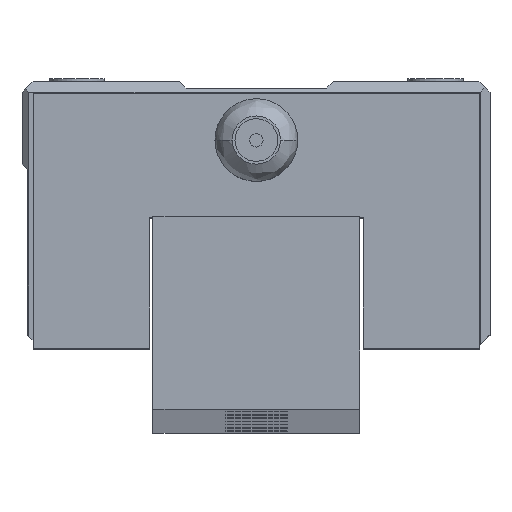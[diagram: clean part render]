
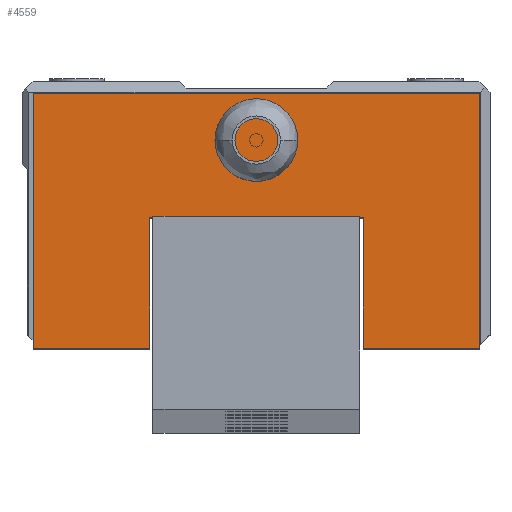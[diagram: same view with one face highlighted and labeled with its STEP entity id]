
A CAD part, top view. The second image highlights one B-rep face of the part: STEP entity #4559.
In plain terms, the highlighted planar face has unit normal (0, 0, 1).
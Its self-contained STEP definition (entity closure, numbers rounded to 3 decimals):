
#3308=DIRECTION('',(-1.,0.,0.));
#3309=VECTOR('',#3308,32.4);
#3310=CARTESIAN_POINT('',(16.2,11.8,23.8));
#3311=LINE('',#3310,#3309);
#3312=DIRECTION('',(0.,1.,0.));
#3313=VECTOR('',#3312,18.5);
#3314=CARTESIAN_POINT('',(16.2,-6.7,23.8));
#3315=LINE('',#3314,#3313);
#3316=DIRECTION('',(1.,0.,0.));
#3317=VECTOR('',#3316,8.45);
#3318=CARTESIAN_POINT('',(7.75,-6.7,23.8));
#3319=LINE('',#3318,#3317);
#3320=DIRECTION('',(0.,-1.,0.));
#3321=VECTOR('',#3320,9.5);
#3322=CARTESIAN_POINT('',(7.75,2.8,23.8));
#3323=LINE('',#3322,#3321);
#3324=DIRECTION('',(1.,0.,0.));
#3325=VECTOR('',#3324,15.5);
#3326=CARTESIAN_POINT('',(-7.75,2.8,23.8));
#3327=LINE('',#3326,#3325);
#3328=DIRECTION('',(0.,1.,0.));
#3329=VECTOR('',#3328,9.5);
#3330=CARTESIAN_POINT('',(-7.75,-6.7,23.8));
#3331=LINE('',#3330,#3329);
#3332=DIRECTION('',(1.,0.,0.));
#3333=VECTOR('',#3332,8.45);
#3334=CARTESIAN_POINT('',(-16.2,-6.7,23.8));
#3335=LINE('',#3334,#3333);
#3336=DIRECTION('',(0.,-1.,0.));
#3337=VECTOR('',#3336,18.5);
#3338=CARTESIAN_POINT('',(-16.2,11.8,23.8));
#3339=LINE('',#3338,#3337);
#3624=CARTESIAN_POINT('',(16.2,11.8,23.8));
#3625=CARTESIAN_POINT('',(-16.2,11.8,23.8));
#3626=VERTEX_POINT('',#3624);
#3627=VERTEX_POINT('',#3625);
#3628=CARTESIAN_POINT('',(-16.2,-6.7,23.8));
#3629=VERTEX_POINT('',#3628);
#3630=CARTESIAN_POINT('',(-7.75,-6.7,23.8));
#3631=VERTEX_POINT('',#3630);
#3632=CARTESIAN_POINT('',(-7.75,2.8,23.8));
#3633=VERTEX_POINT('',#3632);
#3634=CARTESIAN_POINT('',(7.75,2.8,23.8));
#3635=VERTEX_POINT('',#3634);
#3636=CARTESIAN_POINT('',(7.75,-6.7,23.8));
#3637=VERTEX_POINT('',#3636);
#3638=CARTESIAN_POINT('',(16.2,-6.7,23.8));
#3639=VERTEX_POINT('',#3638);
#4544=CARTESIAN_POINT('',(0.,0.,23.8));
#4545=DIRECTION('',(0.,0.,1.));
#4546=DIRECTION('',(1.,0.,0.));
#4547=AXIS2_PLACEMENT_3D('',#4544,#4545,#4546);
#4548=PLANE('',#4547);
#4549=ORIENTED_EDGE('',*,*,#4141,.F.);
#4550=ORIENTED_EDGE('',*,*,#4156,.F.);
#4551=ORIENTED_EDGE('',*,*,#4182,.F.);
#4552=ORIENTED_EDGE('',*,*,#4448,.F.);
#4553=ORIENTED_EDGE('',*,*,#4538,.F.);
#4554=ORIENTED_EDGE('',*,*,#4408,.F.);
#4555=ORIENTED_EDGE('',*,*,#3993,.F.);
#4556=ORIENTED_EDGE('',*,*,#4105,.F.);
#4557=EDGE_LOOP('',(#4549,#4550,#4551,#4552,#4553,#4554,#4555,#4556));
#4558=FACE_OUTER_BOUND('',#4557,.F.);
#4559=ADVANCED_FACE('',(#4558),#4548,.T.);
#3993=EDGE_CURVE('',#3629,#3631,#3335,.T.);
#4105=EDGE_CURVE('',#3627,#3629,#3339,.T.);
#4141=EDGE_CURVE('',#3626,#3627,#3311,.T.);
#4156=EDGE_CURVE('',#3639,#3626,#3315,.T.);
#4182=EDGE_CURVE('',#3637,#3639,#3319,.T.);
#4408=EDGE_CURVE('',#3631,#3633,#3331,.T.);
#4448=EDGE_CURVE('',#3635,#3637,#3323,.T.);
#4538=EDGE_CURVE('',#3633,#3635,#3327,.T.);
